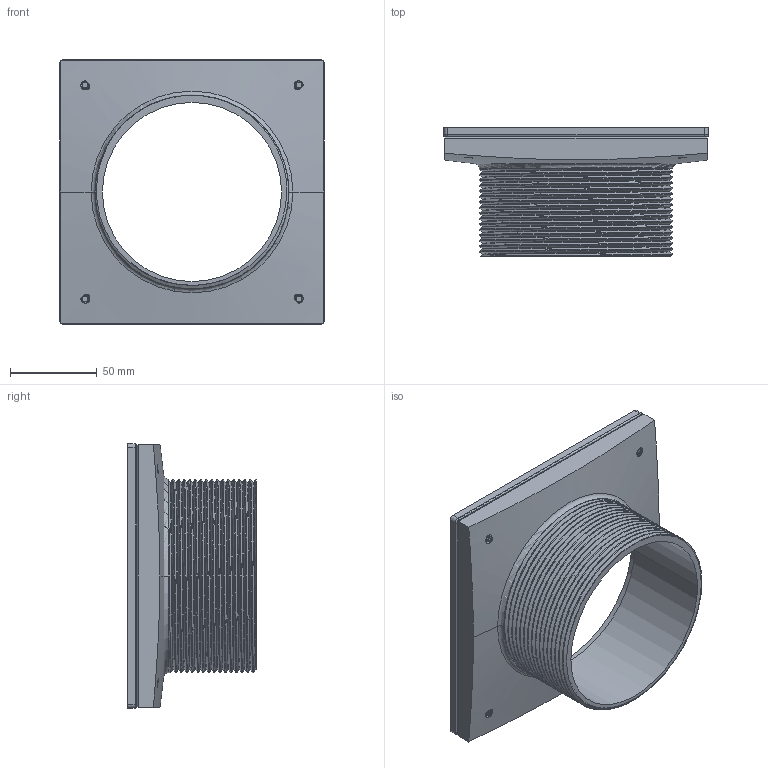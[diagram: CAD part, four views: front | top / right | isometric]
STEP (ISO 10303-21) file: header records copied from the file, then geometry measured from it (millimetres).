
FILE_DESCRIPTION((''),'2;1');
FILE_NAME('277-02_ASM','2014-08-25T',('rsmith'),(''),'PRO/ENGINEER BY PARAMETRIC TECHNOLOGY CORPORATION, 2013150','PRO/ENGINEER BY PARAMETRIC TECHNOLOGY CORPORATION, 2013150','');
FILE_SCHEMA(('CONFIG_CONTROL_DESIGN'));
Length unit declared in the file: inch
Products named in the file (5): 50969; 92523; 50956; 92498; 277-02_ASM
Assembly tree (10 placements, depth 2):
  277-02_ASM
    50969
    92523  x4
    50956
    92498  x4
Bounding box: 152.4 x 73.79 x 152.4 mm (x, y, z)
Volume: 153975 mm3; surface area: 141480.8 mm2
Topology: 10 solids, 11 shells, 762 faces, 1862 edges, 1141 vertices
Faces by surface type: cylinder 292, plane 230, cone 152, bspline 52, torus 28, sphere 8
Entity records: 25977 total; most frequent: CARTESIAN_POINT 14296, ORIENTED_EDGE 2560, DIRECTION 2166, EDGE_CURVE 1280, VERTEX_POINT 808, AXIS2_PLACEMENT_3D 780, VECTOR 606, LINE 606
